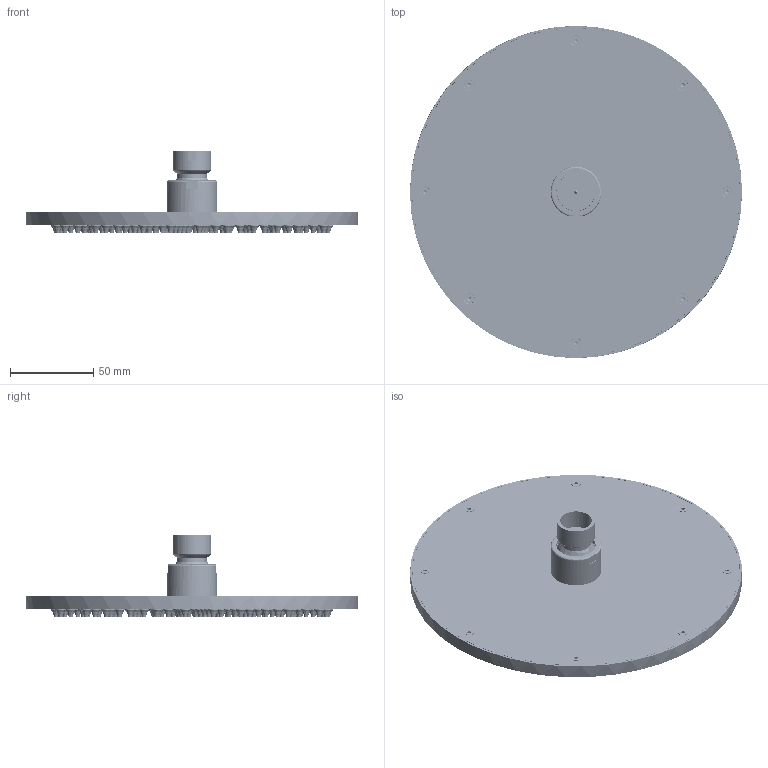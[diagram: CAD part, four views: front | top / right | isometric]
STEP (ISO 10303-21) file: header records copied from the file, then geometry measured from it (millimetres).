
FILE_DESCRIPTION(/* description */ (''),/* implementation_level */ '2;1');
FILE_NAME(/* name */ 'STEP - BRK087_9505038',/* time_stamp */ '2025-06-17T11:48:05+10:00',/* author */ (''),/* organization */ (''),/* preprocessor_version */ 'ST-DEVELOPER v16.5',/* originating_system */ 'Rhino 7.37',/* authorisation */ '');
FILE_SCHEMA (('AUTOMOTIVE_DESIGN'));
Length unit declared in the file: millimetre
Products named in the file (16): Document; BRK087_ASM; 200_Y_ASM_8_ASM; Y200__2; Y200_H__21; Y200HOUGAI__5; 1_Q__1; LA2120178_Q__1; QTYF_1; M4_Q__1; M28___________1; NEW-________-_________1; NEW-___________1; PRT0002_1; PRT0003_1; PRT0001_2
Assembly tree (22 placements, depth 4):
  Document
    BRK087_ASM
      200_Y_ASM_8_ASM
        Y200__2
        Y200_H__21
        Y200HOUGAI__5
        1_Q__1
        LA2120178_Q__1
        QTYF_1
        M4_Q__1  x8
        M28___________1
        NEW-________-_________1
        NEW-___________1
        PRT0002_1
        PRT0003_1
        PRT0001_2
Bounding box: 200 x 199.94 x 49.9 mm (x, y, z)
Volume: 149414.9 mm3; surface area: 233544.7 mm2
Topology: 20 solids, 20 shells, 3564 faces, 9386 edges, 6267 vertices
Faces by surface type: cylinder 1570, bspline 1407, plane 587
Entity records: 162590 total; most frequent: CARTESIAN_POINT 109192, ORIENTED_EDGE 17596, EDGE_CURVE 8798, VERTEX_POINT 5896, EDGE_LOOP 4232, ADVANCED_FACE 3347, FACE_OUTER_BOUND 3347, B_SPLINE_CURVE_WITH_KNOTS 2630
